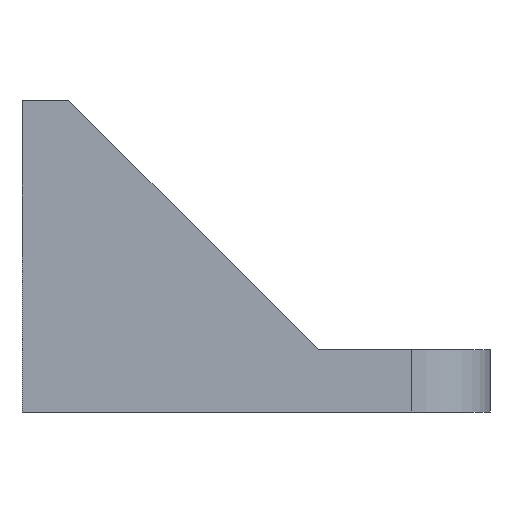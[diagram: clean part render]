
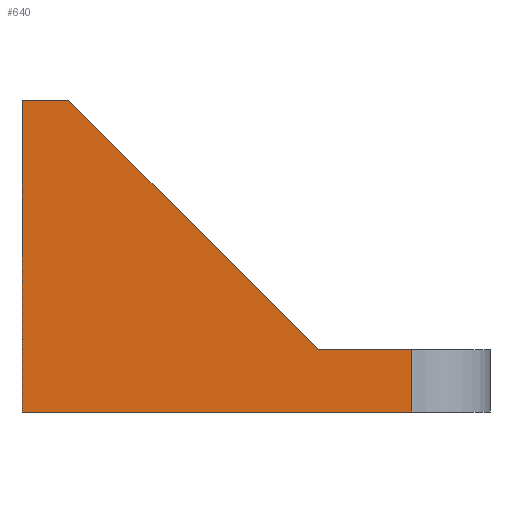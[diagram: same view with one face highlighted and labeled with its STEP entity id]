
A CAD part, left-side view. The second image highlights one B-rep face of the part: STEP entity #640.
In plain terms, the highlighted planar face has unit normal (-1, 0, 0).
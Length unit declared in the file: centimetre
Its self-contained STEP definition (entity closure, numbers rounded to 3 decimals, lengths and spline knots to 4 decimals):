
#118=PLANE('',#691);
#151=VECTOR('',#768,1.);
#154=VECTOR('',#778,1.);
#161=VECTOR('',#807,1.);
#167=VECTOR('',#816,1.);
#168=VECTOR('',#820,1.);
#170=VECTOR('',#823,1.);
#203=LINE('',#916,#151);
#206=LINE('',#929,#154);
#213=LINE('',#960,#161);
#219=LINE('',#973,#167);
#220=LINE('',#976,#168);
#222=LINE('',#979,#170);
#255=VERTEX_POINT('',#915);
#256=VERTEX_POINT('',#917);
#260=VERTEX_POINT('',#927);
#262=VERTEX_POINT('',#930);
#274=VERTEX_POINT('',#961);
#277=VERTEX_POINT('',#972);
#341=EDGE_CURVE('',#256,#255,#203,.T.);
#347=EDGE_CURVE('',#262,#260,#206,.T.);
#361=EDGE_CURVE('',#262,#274,#213,.T.);
#369=EDGE_CURVE('',#255,#277,#219,.T.);
#370=EDGE_CURVE('',#256,#260,#220,.T.);
#372=EDGE_CURVE('',#277,#274,#222,.T.);
#502=ORIENTED_EDGE('',*,*,#370,.F.);
#503=ORIENTED_EDGE('',*,*,#341,.T.);
#504=ORIENTED_EDGE('',*,*,#369,.T.);
#505=ORIENTED_EDGE('',*,*,#372,.T.);
#506=ORIENTED_EDGE('',*,*,#361,.F.);
#507=ORIENTED_EDGE('',*,*,#347,.T.);
#567=EDGE_LOOP('',(#502,#503,#504,#505,#506,#507));
#611=FACE_BOUND('',#567,.T.);
#640=ADVANCED_FACE('',(#611),#118,.T.);
#691=AXIS2_PLACEMENT_3D('',#978,#822,$);
#768=DIRECTION('',(0.,1.,0.));
#778=DIRECTION('',(0.,-1.,0.));
#807=DIRECTION('',(0.,0.,1.));
#816=DIRECTION('',(0.,0.707,0.707));
#820=DIRECTION('',(0.,0.,-1.));
#822=DIRECTION('',(-1.,0.,0.));
#823=DIRECTION('',(0.,1.,0.));
#915=CARTESIAN_POINT('',(-3.75,-0.4,0.4));
#916=CARTESIAN_POINT('',(-3.75,1.5,0.4));
#917=CARTESIAN_POINT('',(-3.75,-1.,0.4));
#927=CARTESIAN_POINT('',(-3.75,-1.,0.));
#929=CARTESIAN_POINT('',(-3.75,1.5,0.));
#930=CARTESIAN_POINT('',(-3.75,1.5,0.));
#960=CARTESIAN_POINT('',(-3.75,1.5,0.));
#961=CARTESIAN_POINT('',(-3.75,1.5,2.));
#972=CARTESIAN_POINT('',(-3.75,1.2,2.));
#973=CARTESIAN_POINT('',(-3.75,-0.4,0.4));
#976=CARTESIAN_POINT('',(-3.75,-1.,0.));
#978=CARTESIAN_POINT('',(-3.75,0.,0.));
#979=CARTESIAN_POINT('',(-3.75,1.5,2.));
